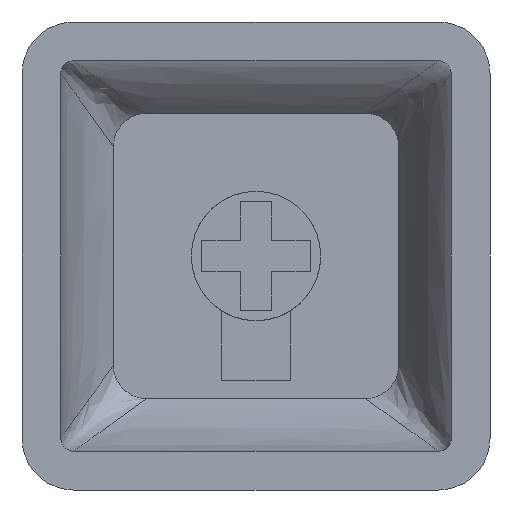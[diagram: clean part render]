
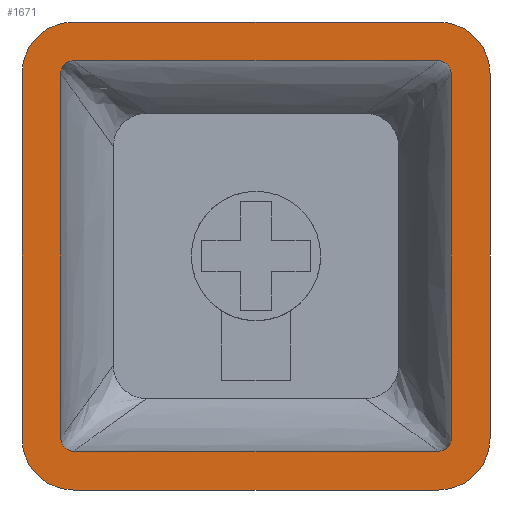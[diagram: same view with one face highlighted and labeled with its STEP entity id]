
A CAD part, front view. The second image highlights one B-rep face of the part: STEP entity #1671.
In plain terms, the highlighted planar face has unit normal (0, -1, 0).
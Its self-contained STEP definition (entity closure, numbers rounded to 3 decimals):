
#18=CIRCLE('',#1759,2.);
#19=CIRCLE('',#1760,2.);
#20=CIRCLE('',#1761,2.);
#21=CIRCLE('',#1762,2.);
#31=FACE_BOUND('',#501,.T.);
#69=LINE('',#3387,#212);
#70=LINE('',#3391,#213);
#71=LINE('',#3395,#214);
#72=LINE('',#3398,#215);
#212=VECTOR('',#1877,10.);
#213=VECTOR('',#1880,10.);
#214=VECTOR('',#1883,10.);
#215=VECTOR('',#1886,10.);
#336=PLANE('',#1758);
#407=FACE_OUTER_BOUND('',#500,.T.);
#500=EDGE_LOOP('',(#1256,#1257,#1258,#1259,#1260,#1261,#1262,#1263));
#501=EDGE_LOOP('',(#1264,#1265,#1266,#1267,#1268,#1269,#1270,#1271));
#614=B_SPLINE_CURVE_WITH_KNOTS('',3,(#2994,#2995,#2996,#2997,#2998,#2999,
#3000,#3001,#3002,#3003),.UNSPECIFIED.,.F.,.F.,(4,1,1,1,1,1,1,4),(0.,
0.143,0.286,0.429,0.571,
0.714,0.857,1.),.UNSPECIFIED.);
#617=B_SPLINE_CURVE_WITH_KNOTS('',3,(#3043,#3044,#3045,#3046,#3047,#3048,
#3049),.UNSPECIFIED.,.F.,.F.,(4,1,1,1,4),(0.,0.286,0.571,
0.857,1.),.UNSPECIFIED.);
#619=B_SPLINE_CURVE_WITH_KNOTS('',3,(#3111,#3112,#3113,#3114,#3115,#3116,
#3117,#3118,#3119),.UNSPECIFIED.,.F.,.F.,(4,1,1,1,1,1,4),(0.,
0.214,0.429,0.571,0.714,
0.857,1.),.UNSPECIFIED.);
#621=B_SPLINE_CURVE_WITH_KNOTS('',3,(#3153,#3154,#3155,#3156,#3157,#3158,
#3159),.UNSPECIFIED.,.F.,.F.,(4,1,1,1,4),(0.,0.286,0.571,
0.857,1.),.UNSPECIFIED.);
#623=B_SPLINE_CURVE_WITH_KNOTS('',3,(#3227,#3228,#3229,#3230,#3231,#3232,
#3233,#3234,#3235,#3236),.UNSPECIFIED.,.F.,.F.,(4,1,1,1,1,1,1,4),(0.,
0.143,0.286,0.429,0.571,
0.714,0.857,1.),.UNSPECIFIED.);
#625=B_SPLINE_CURVE_WITH_KNOTS('',3,(#3270,#3271,#3272,#3273,#3274,#3275,
#3276),.UNSPECIFIED.,.F.,.F.,(4,1,1,1,4),(0.,0.286,0.571,
0.857,1.),.UNSPECIFIED.);
#627=B_SPLINE_CURVE_WITH_KNOTS('',3,(#3338,#3339,#3340,#3341,#3342,#3343,
#3344,#3345,#3346),.UNSPECIFIED.,.F.,.F.,(4,1,1,1,1,1,4),(0.,
0.214,0.429,0.571,0.714,
0.857,1.),.UNSPECIFIED.);
#628=B_SPLINE_CURVE_WITH_KNOTS('',3,(#3375,#3376,#3377,#3378,#3379,#3380,
#3381),.UNSPECIFIED.,.F.,.F.,(4,1,1,1,4),(0.,0.286,0.571,
0.857,1.),.UNSPECIFIED.);
#721=VERTEX_POINT('',#2986);
#722=VERTEX_POINT('',#2993);
#723=VERTEX_POINT('',#3038);
#724=VERTEX_POINT('',#3104);
#725=VERTEX_POINT('',#3148);
#726=VERTEX_POINT('',#3220);
#727=VERTEX_POINT('',#3265);
#728=VERTEX_POINT('',#3331);
#729=VERTEX_POINT('',#3383);
#730=VERTEX_POINT('',#3384);
#731=VERTEX_POINT('',#3386);
#732=VERTEX_POINT('',#3388);
#733=VERTEX_POINT('',#3390);
#734=VERTEX_POINT('',#3392);
#735=VERTEX_POINT('',#3394);
#736=VERTEX_POINT('',#3396);
#918=EDGE_CURVE('',#722,#721,#614,.T.);
#921=EDGE_CURVE('',#721,#723,#617,.T.);
#923=EDGE_CURVE('',#723,#724,#619,.T.);
#925=EDGE_CURVE('',#724,#725,#621,.T.);
#927=EDGE_CURVE('',#725,#726,#623,.T.);
#929=EDGE_CURVE('',#726,#727,#625,.T.);
#931=EDGE_CURVE('',#727,#728,#627,.T.);
#932=EDGE_CURVE('',#728,#722,#628,.T.);
#933=EDGE_CURVE('',#729,#730,#18,.T.);
#934=EDGE_CURVE('',#731,#729,#69,.T.);
#935=EDGE_CURVE('',#732,#731,#19,.T.);
#936=EDGE_CURVE('',#733,#732,#70,.T.);
#937=EDGE_CURVE('',#734,#733,#20,.T.);
#938=EDGE_CURVE('',#735,#734,#71,.T.);
#939=EDGE_CURVE('',#736,#735,#21,.T.);
#940=EDGE_CURVE('',#730,#736,#72,.T.);
#1256=ORIENTED_EDGE('',*,*,#933,.F.);
#1257=ORIENTED_EDGE('',*,*,#934,.F.);
#1258=ORIENTED_EDGE('',*,*,#935,.F.);
#1259=ORIENTED_EDGE('',*,*,#936,.F.);
#1260=ORIENTED_EDGE('',*,*,#937,.F.);
#1261=ORIENTED_EDGE('',*,*,#938,.F.);
#1262=ORIENTED_EDGE('',*,*,#939,.F.);
#1263=ORIENTED_EDGE('',*,*,#940,.F.);
#1264=ORIENTED_EDGE('',*,*,#918,.T.);
#1265=ORIENTED_EDGE('',*,*,#921,.T.);
#1266=ORIENTED_EDGE('',*,*,#923,.T.);
#1267=ORIENTED_EDGE('',*,*,#925,.T.);
#1268=ORIENTED_EDGE('',*,*,#927,.T.);
#1269=ORIENTED_EDGE('',*,*,#929,.T.);
#1270=ORIENTED_EDGE('',*,*,#931,.T.);
#1271=ORIENTED_EDGE('',*,*,#932,.T.);
#1671=ADVANCED_FACE('',(#407,#31),#336,.F.);
#1758=AXIS2_PLACEMENT_3D('',#3382,#1873,#1874);
#1759=AXIS2_PLACEMENT_3D('',#3385,#1875,#1876);
#1760=AXIS2_PLACEMENT_3D('',#3389,#1878,#1879);
#1761=AXIS2_PLACEMENT_3D('',#3393,#1881,#1882);
#1762=AXIS2_PLACEMENT_3D('',#3397,#1884,#1885);
#1873=DIRECTION('center_axis',(0.,1.,0.));
#1874=DIRECTION('ref_axis',(0.,0.,1.));
#1875=DIRECTION('center_axis',(0.,1.,0.));
#1876=DIRECTION('ref_axis',(0.,0.,1.));
#1877=DIRECTION('',(1.,0.,0.));
#1878=DIRECTION('center_axis',(0.,1.,0.));
#1879=DIRECTION('ref_axis',(-1.,0.,0.));
#1880=DIRECTION('',(0.,0.,1.));
#1881=DIRECTION('center_axis',(0.,1.,0.));
#1882=DIRECTION('ref_axis',(0.,0.,-1.));
#1883=DIRECTION('',(-1.,0.,0.));
#1884=DIRECTION('center_axis',(0.,1.,0.));
#1885=DIRECTION('ref_axis',(1.,0.,0.));
#1886=DIRECTION('',(0.,0.,-1.));
#2986=CARTESIAN_POINT('',(16.6,0.,16.1));
#2993=CARTESIAN_POINT('',(16.1,0.,16.6));
#2994=CARTESIAN_POINT('Ctrl Pts',(16.1,0.,16.6));
#2995=CARTESIAN_POINT('Ctrl Pts',(16.137,0.,16.6));
#2996=CARTESIAN_POINT('Ctrl Pts',(16.212,0.,16.592));
#2997=CARTESIAN_POINT('Ctrl Pts',(16.319,0.,16.554));
#2998=CARTESIAN_POINT('Ctrl Pts',(16.414,0.,16.494));
#2999=CARTESIAN_POINT('Ctrl Pts',(16.494,0.,16.414));
#3000=CARTESIAN_POINT('Ctrl Pts',(16.554,0.,16.319));
#3001=CARTESIAN_POINT('Ctrl Pts',(16.592,0.,16.212));
#3002=CARTESIAN_POINT('Ctrl Pts',(16.6,0.,16.137));
#3003=CARTESIAN_POINT('Ctrl Pts',(16.6,0.,16.1));
#3038=CARTESIAN_POINT('',(16.6,0.,2.));
#3043=CARTESIAN_POINT('Ctrl Pts',(16.6,0.,16.1));
#3044=CARTESIAN_POINT('Ctrl Pts',(16.6,0.,15.801));
#3045=CARTESIAN_POINT('Ctrl Pts',(16.6,0.,13.413));
#3046=CARTESIAN_POINT('Ctrl Pts',(16.6,0.,7.532));
#3047=CARTESIAN_POINT('Ctrl Pts',(16.6,0.,3.269));
#3048=CARTESIAN_POINT('Ctrl Pts',(16.6,0.,2.15));
#3049=CARTESIAN_POINT('Ctrl Pts',(16.6,0.,2.));
#3104=CARTESIAN_POINT('',(16.1,0.,1.5));
#3111=CARTESIAN_POINT('Ctrl Pts',(16.6,0.,2.));
#3112=CARTESIAN_POINT('Ctrl Pts',(16.6,0.,1.944));
#3113=CARTESIAN_POINT('Ctrl Pts',(16.581,0.,1.832));
#3114=CARTESIAN_POINT('Ctrl Pts',(16.508,0.,1.699));
#3115=CARTESIAN_POINT('Ctrl Pts',(16.414,0.,1.606));
#3116=CARTESIAN_POINT('Ctrl Pts',(16.319,0.,1.546));
#3117=CARTESIAN_POINT('Ctrl Pts',(16.212,0.,1.508));
#3118=CARTESIAN_POINT('Ctrl Pts',(16.137,0.,1.5));
#3119=CARTESIAN_POINT('Ctrl Pts',(16.1,0.,1.5));
#3148=CARTESIAN_POINT('',(2.,0.,1.5));
#3153=CARTESIAN_POINT('Ctrl Pts',(16.1,0.,1.5));
#3154=CARTESIAN_POINT('Ctrl Pts',(15.801,0.,1.5));
#3155=CARTESIAN_POINT('Ctrl Pts',(13.413,0.,1.5));
#3156=CARTESIAN_POINT('Ctrl Pts',(7.532,0.,1.5));
#3157=CARTESIAN_POINT('Ctrl Pts',(3.269,0.,1.5));
#3158=CARTESIAN_POINT('Ctrl Pts',(2.15,0.,1.5));
#3159=CARTESIAN_POINT('Ctrl Pts',(2.,0.,1.5));
#3220=CARTESIAN_POINT('',(1.5,0.,2.));
#3227=CARTESIAN_POINT('Ctrl Pts',(2.,0.,1.5));
#3228=CARTESIAN_POINT('Ctrl Pts',(1.963,0.,1.5));
#3229=CARTESIAN_POINT('Ctrl Pts',(1.888,0.,1.508));
#3230=CARTESIAN_POINT('Ctrl Pts',(1.781,0.,1.546));
#3231=CARTESIAN_POINT('Ctrl Pts',(1.686,0.,1.606));
#3232=CARTESIAN_POINT('Ctrl Pts',(1.606,0.,1.686));
#3233=CARTESIAN_POINT('Ctrl Pts',(1.546,0.,1.781));
#3234=CARTESIAN_POINT('Ctrl Pts',(1.508,0.,1.888));
#3235=CARTESIAN_POINT('Ctrl Pts',(1.5,0.,1.963));
#3236=CARTESIAN_POINT('Ctrl Pts',(1.5,0.,2.));
#3265=CARTESIAN_POINT('',(1.5,0.,16.1));
#3270=CARTESIAN_POINT('Ctrl Pts',(1.5,0.,2.));
#3271=CARTESIAN_POINT('Ctrl Pts',(1.5,0.,2.299));
#3272=CARTESIAN_POINT('Ctrl Pts',(1.5,0.,4.687));
#3273=CARTESIAN_POINT('Ctrl Pts',(1.5,0.,10.568));
#3274=CARTESIAN_POINT('Ctrl Pts',(1.5,0.,14.831));
#3275=CARTESIAN_POINT('Ctrl Pts',(1.5,0.,15.95));
#3276=CARTESIAN_POINT('Ctrl Pts',(1.5,0.,16.1));
#3331=CARTESIAN_POINT('',(2.,0.,16.6));
#3338=CARTESIAN_POINT('Ctrl Pts',(1.5,0.,16.1));
#3339=CARTESIAN_POINT('Ctrl Pts',(1.5,0.,16.156));
#3340=CARTESIAN_POINT('Ctrl Pts',(1.519,0.,16.268));
#3341=CARTESIAN_POINT('Ctrl Pts',(1.592,0.,16.401));
#3342=CARTESIAN_POINT('Ctrl Pts',(1.686,0.,16.494));
#3343=CARTESIAN_POINT('Ctrl Pts',(1.781,0.,16.554));
#3344=CARTESIAN_POINT('Ctrl Pts',(1.888,0.,16.592));
#3345=CARTESIAN_POINT('Ctrl Pts',(1.963,0.,16.6));
#3346=CARTESIAN_POINT('Ctrl Pts',(2.,0.,16.6));
#3375=CARTESIAN_POINT('Ctrl Pts',(2.,0.,16.6));
#3376=CARTESIAN_POINT('Ctrl Pts',(2.299,0.,16.6));
#3377=CARTESIAN_POINT('Ctrl Pts',(4.687,0.,16.6));
#3378=CARTESIAN_POINT('Ctrl Pts',(10.568,0.,16.6));
#3379=CARTESIAN_POINT('Ctrl Pts',(14.831,0.,16.6));
#3380=CARTESIAN_POINT('Ctrl Pts',(15.95,0.,16.6));
#3381=CARTESIAN_POINT('Ctrl Pts',(16.1,0.,16.6));
#3382=CARTESIAN_POINT('Origin',(9.05,0.,9.05));
#3383=CARTESIAN_POINT('',(16.1,0.,18.1));
#3384=CARTESIAN_POINT('',(18.1,0.,16.1));
#3385=CARTESIAN_POINT('Origin',(16.1,0.,16.1));
#3386=CARTESIAN_POINT('',(2.,0.,18.1));
#3387=CARTESIAN_POINT('',(16.1,0.,18.1));
#3388=CARTESIAN_POINT('',(0.,0.,16.1));
#3389=CARTESIAN_POINT('Origin',(2.,0.,16.1));
#3390=CARTESIAN_POINT('',(0.,0.,2.));
#3391=CARTESIAN_POINT('',(0.,0.,16.1));
#3392=CARTESIAN_POINT('',(2.,0.,0.));
#3393=CARTESIAN_POINT('Origin',(2.,0.,2.));
#3394=CARTESIAN_POINT('',(16.1,0.,0.));
#3395=CARTESIAN_POINT('',(2.,0.,0.));
#3396=CARTESIAN_POINT('',(18.1,0.,2.));
#3397=CARTESIAN_POINT('Origin',(16.1,0.,2.));
#3398=CARTESIAN_POINT('',(18.1,0.,2.));
